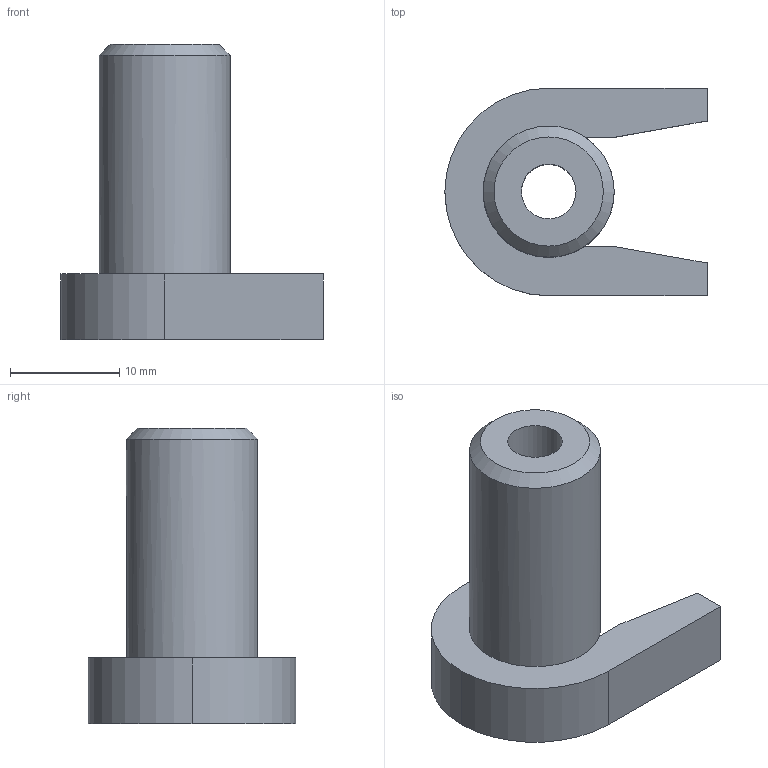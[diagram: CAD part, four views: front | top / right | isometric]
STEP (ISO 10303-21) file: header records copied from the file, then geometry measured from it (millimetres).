
FILE_DESCRIPTION(('HOOPS Exchange Step'),'2;1');
FILE_NAME('CHAPE VELO.step','2024-03-21T16:44:51+01:00',('SP'),('Unknown organisation'),'HOOPS Exchange 2018.0','HOOPS Exchange','Unknown authorisation');
FILE_SCHEMA( ('AP203_CONFIGURATION_CONTROLLED_3D_DESIGN_OF_MECHANICAL_PARTS_AND_ASSEMBLIES_MIM_LF') );
Length unit declared in the file: millimetre
Products named in the file (1): RDR1-2.x_t
Bounding box: 24 x 19 x 27 mm (x, y, z)
Volume: 3207.5 mm3; surface area: 2356.6 mm2
Topology: 1 solids, 1 shells, 19 faces, 49 edges, 32 vertices
Faces by surface type: plane 13, cylinder 5, cone 1
Full cylindrical faces by diameter (mm): 5 x1, 10 x1, 12 x1
Entity records: 604 total; most frequent: DIRECTION 105, CARTESIAN_POINT 101, ORIENTED_EDGE 98, EDGE_CURVE 49, AXIS2_PLACEMENT_3D 36, VECTOR 33, LINE 33, VERTEX_POINT 32
